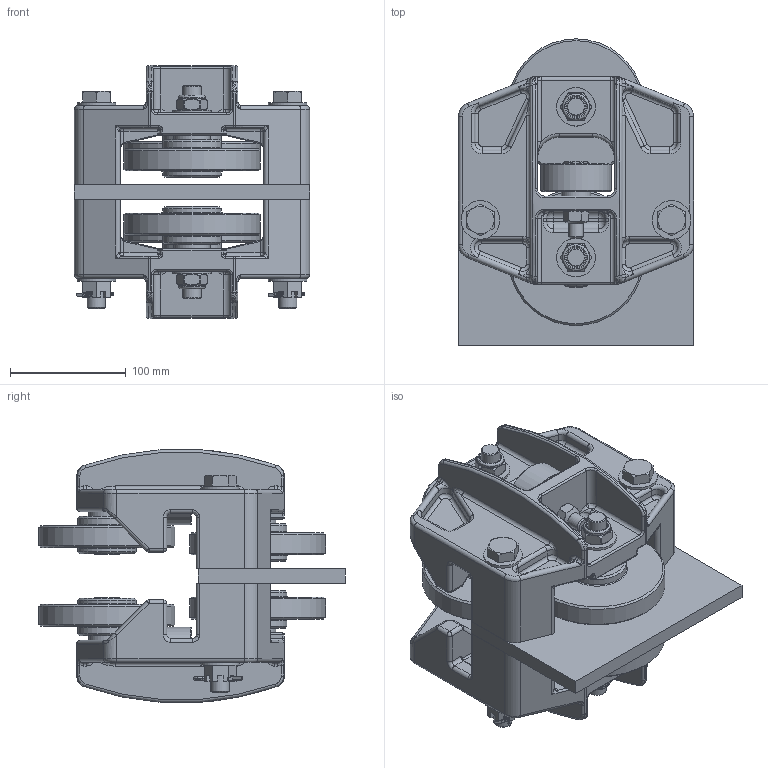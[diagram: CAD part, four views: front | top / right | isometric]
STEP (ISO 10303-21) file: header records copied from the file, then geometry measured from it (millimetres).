
FILE_DESCRIPTION((''),'2;1');
FILE_NAME('10310.stp','2011-03-31T08:36:55',('jholman'),(''),'Autodesk Inventor 2011','Autodesk Inventor 2011','');
FILE_SCHEMA(('AUTOMOTIVE_DESIGN { 1 0 10303 214 1 1 1 1 }'));
Length unit declared in the file: inch
Products named in the file (21): 10310; 3D1136B4D; 3D1143C4C; Hex Cap Screw - UNC (Regular Thread - Inch) 5/8-11 UNC - 7; Type A - Plain Washer (Inch) 5/8 - narrow - Type A; 3D1124B4A; 3D11X2B4A; 3D11A3C4C; 3D1193C4C; 3D1163C4C; 3D11A6B4A; 3D1173C4C; 3D1183C4B; Hex Bolt - UNC (Regular Thread - Inch) 1/2-13 UNC - 2.5; Prevailing Torque Type Hex Nut - UNC (Regular Thread - Inch)  (IFI) 1/2 - 13 Metal Type; 3D11S0C4C; 3D11P0C4C; 3D11W6B4B; 3D11V0C4A; 3D11D3C4B; 3D1134G4A
Assembly tree (47 placements, depth 4):
  10310
    3D1136B4D  x2
    3D1143C4C
    Hex Cap Screw - UNC (Regular Thread - Inch) 5/8-11 UNC - 7  x2
    Type A - Plain Washer (Inch) 5/8 - narrow - Type A  x8
    3D1124B4A  x2
    3D11X2B4A  x2
    3D11A3C4C  x2
      3D1193C4C
        3D1163C4C
        3D11A6B4A
        3D1173C4C
      3D1183C4B
      Hex Bolt - UNC (Regular Thread - Inch) 1/2-13 UNC - 2.5
    Prevailing Torque Type Hex Nut - UNC (Regular Thread - Inch)  (IFI) 1/2 - 13 Metal Type  x2
    3D11S0C4C  x4
      3D11P0C4C
      3D11W6B4B
      3D11A6B4A
    3D11V0C4A  x4
    3D11D3C4B  x4
    3D1134G4A  x4
Bounding box: 203.2 x 264.43 x 218.87 mm (x, y, z)
Volume: 3224916.9 mm3; surface area: 634213.8 mm2
Topology: 57 solids, 57 shells, 2342 faces, 5462 edges, 3104 vertices
Faces by surface type: cylinder 724, bspline 642, plane 484, torus 294, cone 134, sphere 64
Full cylindrical faces by diameter (mm): 3.969 x2, 10.592 x2, 12.7 x4, 13.081 x2, 13.097 x2, 13.386 x4, 13.494 x2, 14.351 x4, 15.875 x6, 16.272 x12, 16.662 x8, 16.954 x4, 16.98 x8, 17.066 x2, 17.374 x4, 19.05 x2, 21.431 x2, 23.114 x4, 25.4 x2, 31.75 x4, 33.325 x8, 33.528 x2, 34.036 x4, 40 x2, 40.005 x8, 40.056 x8, 40.488 x2, 42.443 x6, 50.8 x8, 60.96 x2
Entity records: 33250 total; most frequent: CARTESIAN_POINT 12772, DIRECTION 4156, ORIENTED_EDGE 4044, EDGE_CURVE 2022, AXIS2_PLACEMENT_3D 1773, VERTEX_POINT 1211, EDGE_LOOP 1045, CIRCLE 964
